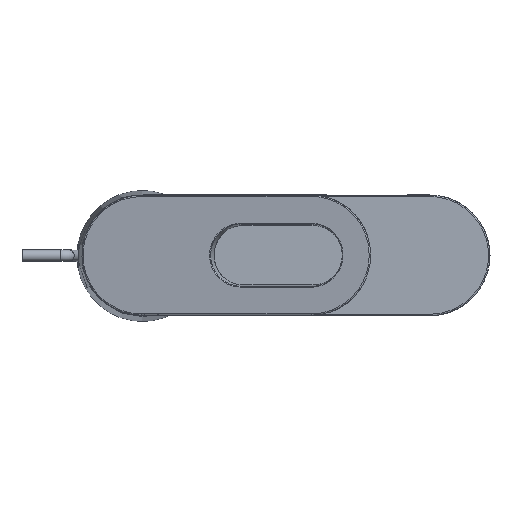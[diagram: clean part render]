
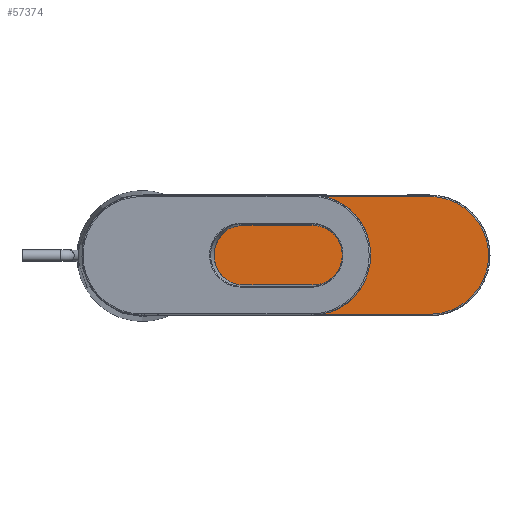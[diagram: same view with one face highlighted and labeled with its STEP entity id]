
A CAD part, top view. The second image highlights one B-rep face of the part: STEP entity #57374.
In plain terms, the highlighted planar face has unit normal (0, 0, 1).
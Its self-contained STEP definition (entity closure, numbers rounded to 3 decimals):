
#3434=CIRCLE('',#85045,20.507);
#15523=PLANE('',#85044);
#32213=ORIENTED_EDGE('',*,*,#40668,.T.);
#32214=ORIENTED_EDGE('',*,*,#40669,.T.);
#32215=ORIENTED_EDGE('',*,*,#40670,.T.);
#32216=ORIENTED_EDGE('',*,*,#40671,.T.);
#32217=ORIENTED_EDGE('',*,*,#40672,.T.);
#32218=ORIENTED_EDGE('',*,*,#40673,.T.);
#32219=ORIENTED_EDGE('',*,*,#40674,.T.);
#40668=EDGE_CURVE('',#46285,#46286,#3434,.T.);
#40669=EDGE_CURVE('',#46286,#46287,#46933,.T.);
#40670=EDGE_CURVE('',#46287,#46288,#46934,.T.);
#40671=EDGE_CURVE('',#46288,#46289,#46935,.T.);
#40672=EDGE_CURVE('',#46289,#46290,#46936,.T.);
#40673=EDGE_CURVE('',#46290,#46291,#46937,.T.);
#40674=EDGE_CURVE('',#46291,#46285,#46938,.T.);
#46285=VERTEX_POINT('',#127634);
#46286=VERTEX_POINT('',#127635);
#46287=VERTEX_POINT('',#127640);
#46288=VERTEX_POINT('',#127645);
#46289=VERTEX_POINT('',#127653);
#46290=VERTEX_POINT('',#127659);
#46291=VERTEX_POINT('',#127666);
#46933=B_SPLINE_CURVE_WITH_KNOTS('',3,(#127636,#127637,#127638,#127639),
 .UNSPECIFIED.,.F.,.F.,(4,4),(0.,0.099),
 .UNSPECIFIED.);
#46934=B_SPLINE_CURVE_WITH_KNOTS('',3,(#127641,#127642,#127643,#127644),
 .UNSPECIFIED.,.F.,.F.,(4,4),(0.,0.013),.UNSPECIFIED.);
#46935=B_SPLINE_CURVE_WITH_KNOTS('',3,(#127646,#127647,#127648,#127649,
#127650,#127651,#127652),.UNSPECIFIED.,.F.,.F.,(4,1,1,1,4),(0.,0.005,
0.01,0.014,0.019),.UNSPECIFIED.);
#46936=B_SPLINE_CURVE_WITH_KNOTS('',3,(#127654,#127655,#127656,#127657,
#127658),.UNSPECIFIED.,.F.,.F.,(4,1,4),(0.,0.009,
0.019),.UNSPECIFIED.);
#46937=B_SPLINE_CURVE_WITH_KNOTS('',3,(#127660,#127661,#127662,#127663,
#127664,#127665),.UNSPECIFIED.,.F.,.F.,(4,1,1,4),(0.,0.003,
0.007,0.013),.UNSPECIFIED.);
#46938=B_SPLINE_CURVE_WITH_KNOTS('',3,(#127667,#127668,#127669,#127670),
 .UNSPECIFIED.,.F.,.F.,(4,4),(0.,0.099),.UNSPECIFIED.);
#50529=EDGE_LOOP('',(#32213,#32214,#32215,#32216,#32217,#32218,#32219));
#54114=FACE_BOUND('',#50529,.T.);
#57374=ADVANCED_FACE('',(#54114),#15523,.T.);
#85044=AXIS2_PLACEMENT_3D('',#127632,#100910,#100911);
#85045=AXIS2_PLACEMENT_3D('',#127633,#100912,#100913);
#100910=DIRECTION('',(0.,0.,1.));
#100911=DIRECTION('',(0.,1.,0.));
#100912=DIRECTION('',(0.,0.,1.));
#100913=DIRECTION('',(0.,1.,0.));
#127632=CARTESIAN_POINT('',(0.,0.,125.));
#127633=CARTESIAN_POINT('',(0.,0.,125.));
#127634=CARTESIAN_POINT('',(0.471,20.502,125.));
#127635=CARTESIAN_POINT('',(0.471,-20.502,125.));
#127636=CARTESIAN_POINT('',(0.471,-20.502,125.));
#127637=CARTESIAN_POINT('',(33.59,-20.501,125.));
#127638=CARTESIAN_POINT('',(66.709,-20.503,125.));
#127639=CARTESIAN_POINT('',(99.827,-20.489,125.));
#127640=CARTESIAN_POINT('',(99.827,-20.489,125.));
#127641=CARTESIAN_POINT('',(99.827,-20.489,125.));
#127642=CARTESIAN_POINT('',(104.257,-20.486,125.));
#127643=CARTESIAN_POINT('',(108.637,-19.008,125.));
#127644=CARTESIAN_POINT('',(112.169,-16.335,125.));
#127645=CARTESIAN_POINT('',(112.169,-16.335,125.));
#127646=CARTESIAN_POINT('',(112.169,-16.335,125.));
#127647=CARTESIAN_POINT('',(113.436,-15.377,125.));
#127648=CARTESIAN_POINT('',(115.735,-13.169,125.));
#127649=CARTESIAN_POINT('',(118.317,-9.219,125.));
#127650=CARTESIAN_POINT('',(119.954,-4.694,125.));
#127651=CARTESIAN_POINT('',(120.316,-1.588,125.));
#127652=CARTESIAN_POINT('',(120.316,0.,125.));
#127653=CARTESIAN_POINT('',(120.316,0.,125.));
#127654=CARTESIAN_POINT('',(120.316,0.,125.));
#127655=CARTESIAN_POINT('',(120.316,3.169,125.));
#127656=CARTESIAN_POINT('',(118.806,9.462,125.));
#127657=CARTESIAN_POINT('',(114.711,14.408,125.));
#127658=CARTESIAN_POINT('',(112.186,16.323,125.));
#127659=CARTESIAN_POINT('',(112.186,16.323,125.));
#127660=CARTESIAN_POINT('',(112.186,16.323,125.));
#127661=CARTESIAN_POINT('',(111.302,16.993,125.));
#127662=CARTESIAN_POINT('',(109.447,18.178,125.));
#127663=CARTESIAN_POINT('',(105.356,19.942,125.));
#127664=CARTESIAN_POINT('',(102.046,20.488,125.));
#127665=CARTESIAN_POINT('',(99.827,20.489,125.));
#127666=CARTESIAN_POINT('',(99.827,20.489,125.));
#127667=CARTESIAN_POINT('',(99.827,20.489,125.));
#127668=CARTESIAN_POINT('',(66.708,20.503,125.));
#127669=CARTESIAN_POINT('',(33.59,20.501,125.));
#127670=CARTESIAN_POINT('',(0.471,20.502,125.));
